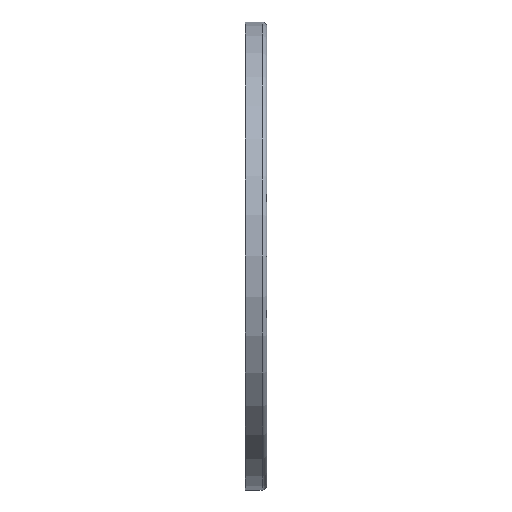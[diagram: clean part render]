
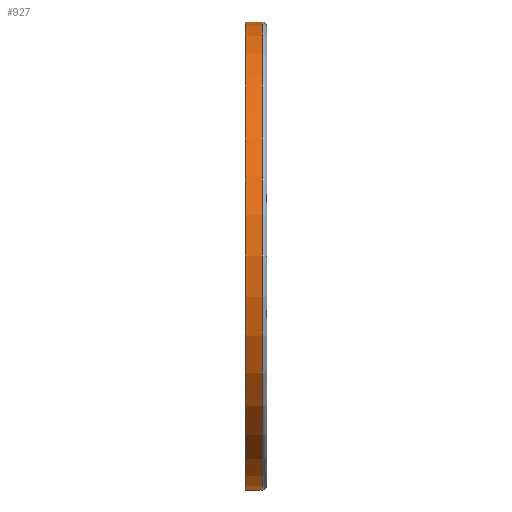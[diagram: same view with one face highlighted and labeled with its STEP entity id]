
A CAD part, front view. The second image highlights one B-rep face of the part: STEP entity #927.
In plain terms, the highlighted cylindrical face has radius 50.276 mm (diameter 100.553 mm), a partial arc.
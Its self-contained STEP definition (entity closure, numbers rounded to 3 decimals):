
#192 = VERTEX_POINT ( 'NONE', #3008 ) ;
#362 = DIRECTION ( 'NONE',  ( -1., 0., 0. ) ) ;
#927 = ADVANCED_FACE ( 'NONE', ( #3220 ), #9251, .T. ) ;
#1345 = AXIS2_PLACEMENT_3D ( 'NONE', #14877, #362, #8209 ) ;
#1988 = ORIENTED_EDGE ( 'NONE', *, *, #20643, .F. ) ;
#3008 = CARTESIAN_POINT ( 'NONE',  ( -608.111, 0.001, 49.529 ) ) ;
#3048 = CARTESIAN_POINT ( 'NONE',  ( -607.069, 0.001, 49.529 ) ) ;
#3220 = FACE_OUTER_BOUND ( 'NONE', #15242, .T. ) ;
#3257 = DIRECTION ( 'NONE',  ( -1., 0., 0. ) ) ;
#3916 = CARTESIAN_POINT ( 'NONE',  ( -611.758, 0.001, 49.529 ) ) ;
#4790 = LINE ( 'NONE', #3048, #16516 ) ;
#4861 = DIRECTION ( 'NONE',  ( -1., 0., 0. ) ) ;
#5254 = VERTEX_POINT ( 'NONE', #6965 ) ;
#5867 = EDGE_CURVE ( 'NONE', #20225, #5254, #16222, .T. ) ;
#6965 = CARTESIAN_POINT ( 'NONE',  ( -611.758, 0.001, -51.024 ) ) ;
#7911 = AXIS2_PLACEMENT_3D ( 'NONE', #15932, #8352, #8026 ) ;
#8026 = DIRECTION ( 'NONE',  ( 0., 0., 1. ) ) ;
#8209 = DIRECTION ( 'NONE',  ( 0., 0., 1. ) ) ;
#8352 = DIRECTION ( 'NONE',  ( -1., 0., 0. ) ) ;
#9251 = CYLINDRICAL_SURFACE ( 'NONE', #7911, 50.276 ) ;
#9432 = ORIENTED_EDGE ( 'NONE', *, *, #10942, .T. ) ;
#9607 = VECTOR ( 'NONE', #4861, 1000. ) ;
#10688 = ORIENTED_EDGE ( 'NONE', *, *, #16310, .T. ) ;
#10726 = CIRCLE ( 'NONE', #1345, 50.276 ) ;
#10942 = EDGE_CURVE ( 'NONE', #20225, #192, #10726, .T. ) ;
#11193 = DIRECTION ( 'NONE',  ( 0., 0., 1. ) ) ;
#12524 = CARTESIAN_POINT ( 'NONE',  ( -611.758, 0.001, -0.747 ) ) ;
#13862 = CARTESIAN_POINT ( 'NONE',  ( -608.111, 0.001, -51.024 ) ) ;
#14877 = CARTESIAN_POINT ( 'NONE',  ( -608.111, 0.001, -0.747 ) ) ;
#14961 = VERTEX_POINT ( 'NONE', #3916 ) ;
#15242 = EDGE_LOOP ( 'NONE', ( #18561, #9432, #10688, #1988 ) ) ;
#15932 = CARTESIAN_POINT ( 'NONE',  ( -607.069, 0.001, -0.747 ) ) ;
#16222 = LINE ( 'NONE', #16539, #9607 ) ;
#16310 = EDGE_CURVE ( 'NONE', #192, #14961, #4790, .T. ) ;
#16516 = VECTOR ( 'NONE', #3257, 1000. ) ;
#16539 = CARTESIAN_POINT ( 'NONE',  ( -607.069, 0.001, -51.024 ) ) ;
#18214 = CIRCLE ( 'NONE', #21000, 50.276 ) ;
#18561 = ORIENTED_EDGE ( 'NONE', *, *, #5867, .F. ) ;
#19271 = DIRECTION ( 'NONE',  ( -1., 0., 0. ) ) ;
#20225 = VERTEX_POINT ( 'NONE', #13862 ) ;
#20643 = EDGE_CURVE ( 'NONE', #5254, #14961, #18214, .T. ) ;
#21000 = AXIS2_PLACEMENT_3D ( 'NONE', #12524, #19271, #11193 ) ;
